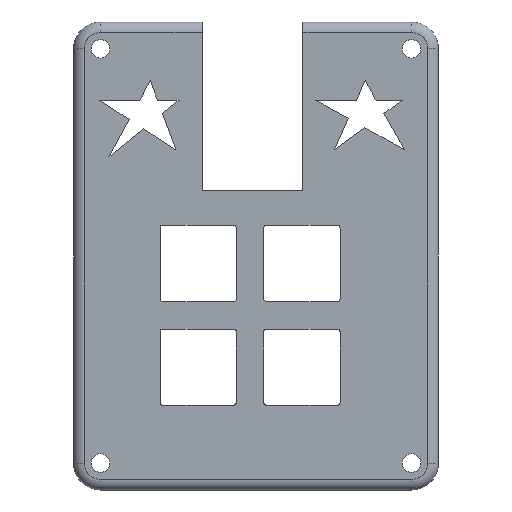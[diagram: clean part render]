
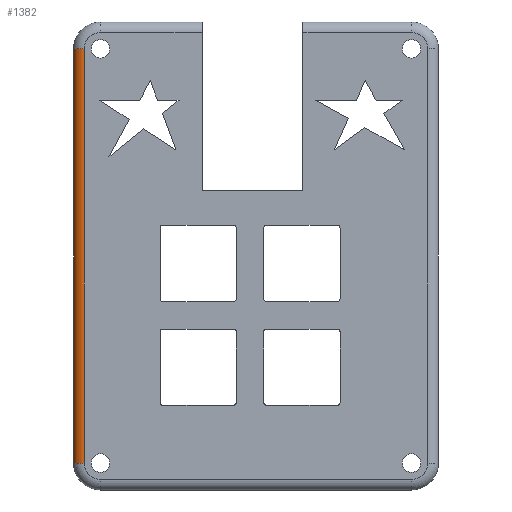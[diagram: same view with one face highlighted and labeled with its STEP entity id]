
A CAD part, top view. The second image highlights one B-rep face of the part: STEP entity #1382.
In plain terms, the highlighted cylindrical face has radius 2 mm (diameter 4 mm), a partial arc.
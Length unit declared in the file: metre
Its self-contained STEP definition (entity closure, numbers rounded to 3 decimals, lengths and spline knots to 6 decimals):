
#50=CIRCLE('',#1499,0.002);
#53=CIRCLE('',#1503,0.002);
#91=CYLINDRICAL_SURFACE('',#1502,0.002);
#235=ORIENTED_EDGE('',*,*,#602,.T.);
#236=ORIENTED_EDGE('',*,*,#603,.T.);
#237=ORIENTED_EDGE('',*,*,#599,.F.);
#238=ORIENTED_EDGE('',*,*,#604,.F.);
#599=EDGE_CURVE('',#767,#768,#50,.T.);
#602=EDGE_CURVE('',#769,#770,#53,.T.);
#603=EDGE_CURVE('',#770,#768,#901,.T.);
#604=EDGE_CURVE('',#769,#767,#902,.T.);
#767=VERTEX_POINT('',#2163);
#768=VERTEX_POINT('',#2164);
#769=VERTEX_POINT('',#2169);
#770=VERTEX_POINT('',#2170);
#901=LINE('',#2171,#1043);
#902=LINE('',#2172,#1044);
#1043=VECTOR('',#1773,1.);
#1044=VECTOR('',#1774,1.);
#1153=EDGE_LOOP('',(#235,#236,#237,#238));
#1247=FACE_BOUND('',#1153,.T.);
#1382=ADVANCED_FACE('Face appearance 1',(#1247),#91,.T.);
#1499=AXIS2_PLACEMENT_3D('',#2162,#1763,#1764);
#1502=AXIS2_PLACEMENT_3D('',#2167,#1769,#1770);
#1503=AXIS2_PLACEMENT_3D('',#2168,#1771,#1772);
#1763=DIRECTION('',(0.,1.,0.));
#1764=DIRECTION('',(0.,0.,1.));
#1769=DIRECTION('',(0.,1.,0.));
#1770=DIRECTION('',(0.,0.,1.));
#1771=DIRECTION('',(0.,1.,0.));
#1772=DIRECTION('',(0.,0.,1.));
#1773=DIRECTION('',(0.,1.,0.));
#1774=DIRECTION('',(0.,1.,0.));
#2162=CARTESIAN_POINT('',(-0.030453,0.048915,-0.0005));
#2163=CARTESIAN_POINT('',(-0.032389,0.048915,0.));
#2164=CARTESIAN_POINT('',(-0.030453,0.048915,0.0015));
#2167=CARTESIAN_POINT('',(-0.030453,0.010895,-0.0005));
#2168=CARTESIAN_POINT('',(-0.030453,-0.027125,-0.0005));
#2169=CARTESIAN_POINT('',(-0.032389,-0.027125,0.));
#2170=CARTESIAN_POINT('',(-0.030453,-0.027125,0.0015));
#2171=CARTESIAN_POINT('',(-0.030453,0.010895,0.0015));
#2172=CARTESIAN_POINT('',(-0.032389,-0.027125,0.));
